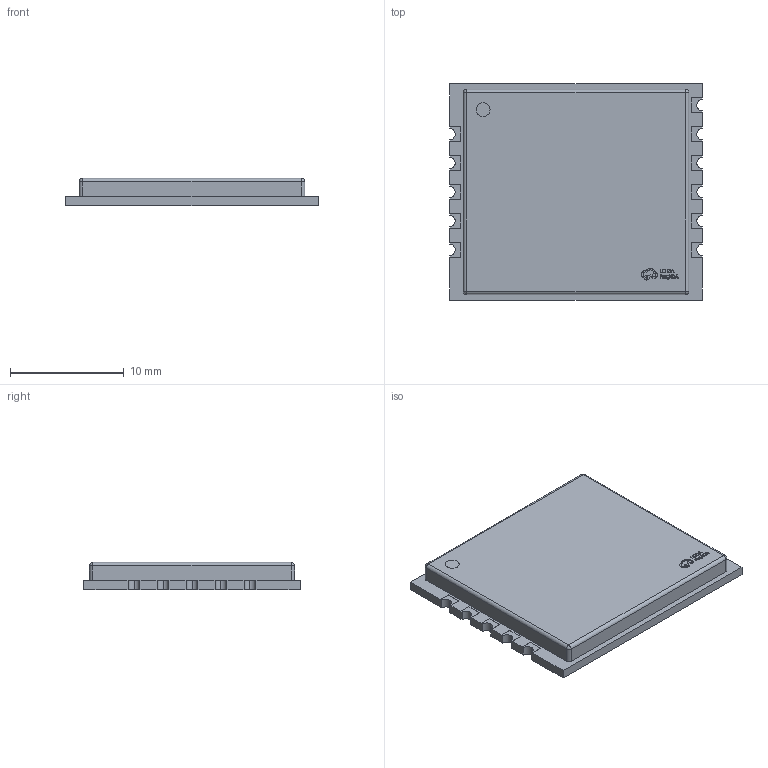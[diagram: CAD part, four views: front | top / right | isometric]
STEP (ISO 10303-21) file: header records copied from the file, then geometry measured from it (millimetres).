
FILE_DESCRIPTION (( 'STEP AP214' ), '1' );
FILE_NAME ('COMM-SMD_L22.2-W19.0-P2.54_TX5823.step', '2022-06-21T13:14:47', ( '' ), ( '' ), 'SwSTEP 2.0', 'SolidWorks 2020', '' );
FILE_SCHEMA (( 'AUTOMOTIVE_DESIGN' ));
Length unit declared in the file: millimetre
Products named in the file (1): COMM-SMD_L22.2-W19.0-P2.54_TX5823
Bounding box: 22.2 x 19 x 2.42 mm (x, y, z)
Volume: 902.8 mm3; surface area: 1018.1 mm2
Topology: 1 solids, 1 shells, 424 faces, 1174 edges, 776 vertices
Faces by surface type: plane 282, bspline 112, cylinder 26, sphere 4
Entity records: 18633 total; most frequent: CARTESIAN_POINT 4475, ORIENTED_EDGE 2340, DIRECTION 1620, EDGE_CURVE 1170, LINE 890, VECTOR 890, VERTEX_POINT 776, EDGE_LOOP 452
